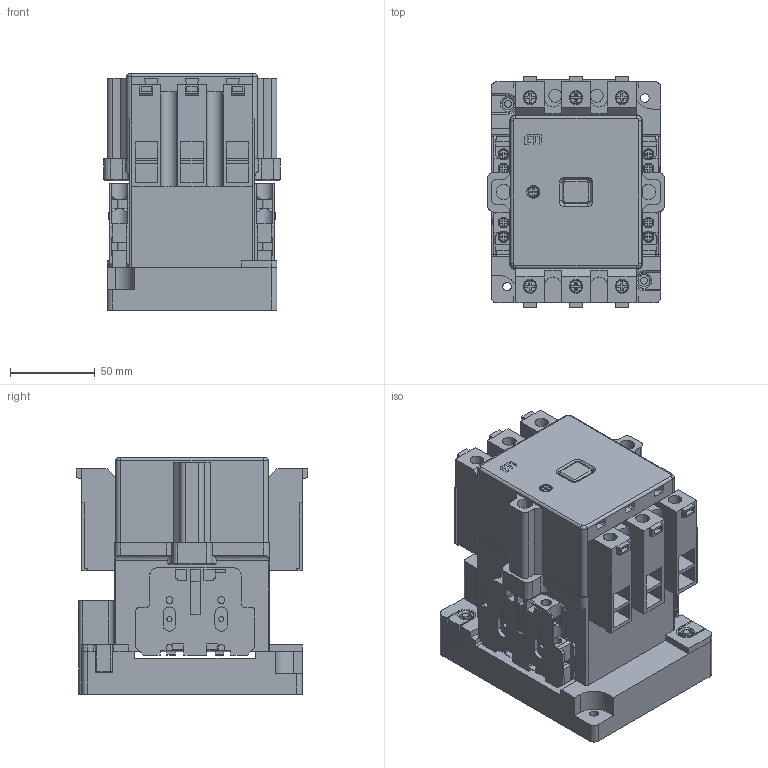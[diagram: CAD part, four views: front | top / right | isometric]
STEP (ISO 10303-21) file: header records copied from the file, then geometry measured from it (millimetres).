
FILE_DESCRIPTION((''),'2;1');
FILE_NAME('CES8522_ASM','2021-08-13T',('marketing.praksa'),('Audax d.o.o.'),'CREO PARAMETRIC BY PTC INC, 2017480','CREO PARAMETRIC BY PTC INC, 2017480','');
FILE_SCHEMA(('AUTOMOTIVE_DESIGN { 1 0 10303 214 1 1 1 1 }'));
Length unit declared in the file: millimetre
Products named in the file (15): CES-65-SCREW_1; DF_ASM; BREP_4; SCREWCES65_1; BREP_5-1995; BREP_6-1996; BREP_4_1_2_3_4_5_1; SCREW3_1; BREP_LEFT_ASM; BREP_5_1_2_1; BREP_RIGHT_ASM; FRONT; PRT9541; PRT9542; CES8522_ASM
Assembly tree (24 placements, depth 3):
  CES8522_ASM
    DF_ASM  x2
      CES-65-SCREW_1
    BREP_4
    SCREWCES65_1
    BREP_5-1995
    BREP_6-1996
    BREP_LEFT_ASM
      BREP_4_1_2_3_4_5_1
      SCREW3_1  x4
    BREP_RIGHT_ASM
      BREP_5_1_2_1
      SCREW3_1  x4
    FRONT
    PRT9541
    PRT9542
Bounding box: 103.8 x 136 x 139 mm (x, y, z)
Volume: 1274388.5 mm3; surface area: 186396.7 mm2
Topology: 25 solids, 25 shells, 1728 faces, 4429 edges, 2805 vertices
Faces by surface type: plane 1259, cylinder 373, torus 36, cone 36, bspline 16, extrusion 8
Entity records: 61810 total; most frequent: CARTESIAN_POINT 8956, ORIENTED_EDGE 7514, DIRECTION 7304, PRESENTATION_STYLE_ASSIGNMENT 4445, STYLED_ITEM 4445, CURVE_STYLE 3765, EDGE_CURVE 3757, VECTOR 2956
